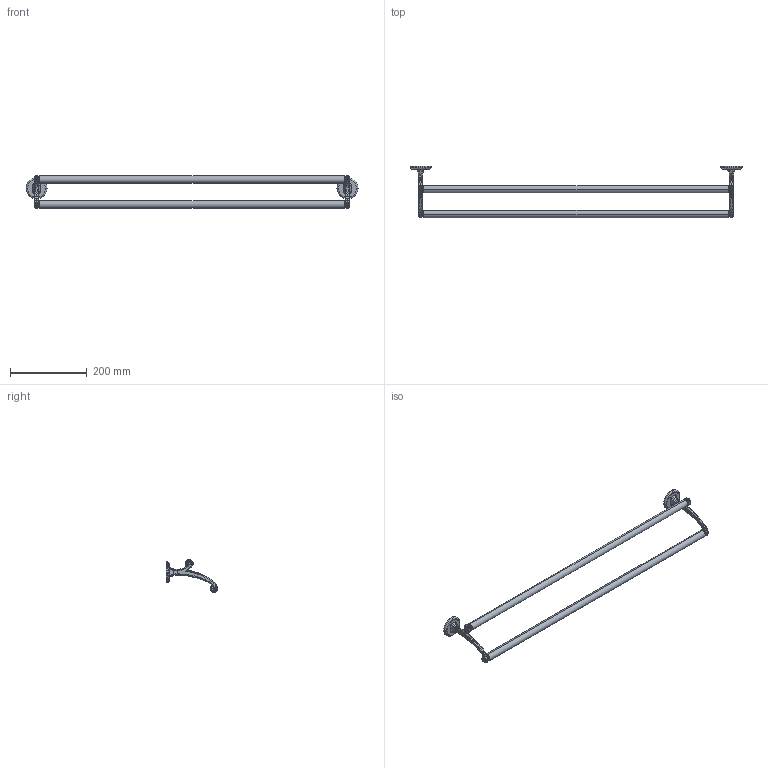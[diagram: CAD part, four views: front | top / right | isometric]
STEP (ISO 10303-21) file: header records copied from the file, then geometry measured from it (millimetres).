
FILE_DESCRIPTION((''),'2;1');
FILE_NAME('2704H_WEB','2010-10-01T',('project'),(''),'PRO/ENGINEER BY PARAMETRIC TECHNOLOGY CORPORATION, 2009300','PRO/ENGINEER BY PARAMETRIC TECHNOLOGY CORPORATION, 2009300','');
FILE_SCHEMA(('CONFIG_CONTROL_DESIGN'));
Length unit declared in the file: inch
Products named in the file (1): 2704H_WEB
Bounding box: 867.79 x 135.55 x 84.99 mm (x, y, z)
Volume: 505559.4 mm3; surface area: 126833.1 mm2
Topology: 1 solids, 7 shells, 516 faces, 1268 edges, 820 vertices
Faces by surface type: plane 228, cylinder 176, torus 84, bspline 16, cone 12
Entity records: 16527 total; most frequent: CARTESIAN_POINT 4092, DIRECTION 2652, ORIENTED_EDGE 2528, EDGE_CURVE 1264, AXIS2_PLACEMENT_3D 1000, VERTEX_POINT 820, VECTOR 652, LINE 652
